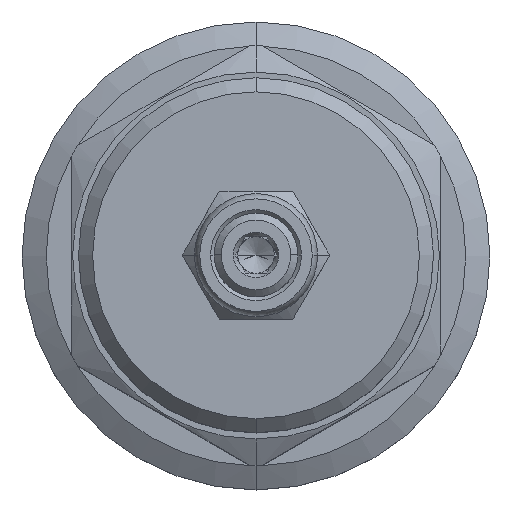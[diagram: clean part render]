
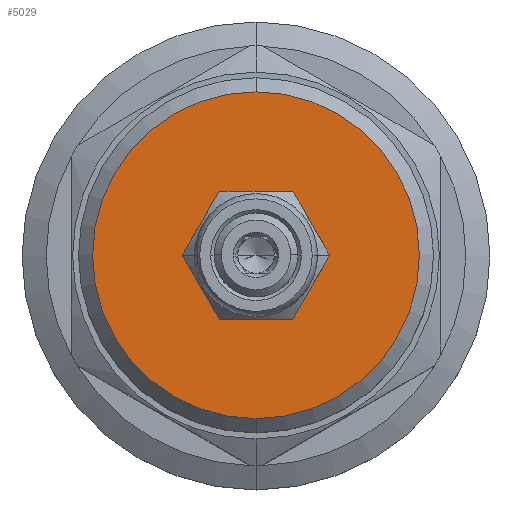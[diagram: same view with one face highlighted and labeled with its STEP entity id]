
A CAD part, top view. The second image highlights one B-rep face of the part: STEP entity #5029.
In plain terms, the highlighted planar face has unit normal (0, 0, 1).
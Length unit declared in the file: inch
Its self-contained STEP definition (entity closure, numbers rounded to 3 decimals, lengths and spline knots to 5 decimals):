
#331=CARTESIAN_POINT('',(0.,0.,5.126));
#332=DIRECTION('',(0.,0.,1.));
#333=DIRECTION('',(-1.,0.,0.));
#334=AXIS2_PLACEMENT_3D('',#331,#332,#333);
#336=CARTESIAN_POINT('',(0.,0.,5.126));
#337=DIRECTION('',(0.,0.,1.));
#338=DIRECTION('',(1.,0.,0.));
#339=AXIS2_PLACEMENT_3D('',#336,#337,#338);
#341=CARTESIAN_POINT('',(0.,0.,5.126));
#342=DIRECTION('',(0.,0.,1.));
#343=DIRECTION('',(0.,-1.,0.));
#344=AXIS2_PLACEMENT_3D('',#341,#342,#343);
#359=CARTESIAN_POINT('',(0.,0.,5.126));
#360=DIRECTION('',(0.,0.,1.));
#361=DIRECTION('',(0.,1.,0.));
#362=AXIS2_PLACEMENT_3D('',#359,#360,#361);
#4449=CARTESIAN_POINT('',(0.,0.719,5.126));
#4450=CARTESIAN_POINT('',(0.,-0.719,5.126));
#4451=VERTEX_POINT('',#4449);
#4452=VERTEX_POINT('',#4450);
#4669=CARTESIAN_POINT('',(-0.271,0.,5.126));
#4670=CARTESIAN_POINT('',(0.271,0.,5.126));
#4671=VERTEX_POINT('',#4669);
#4672=VERTEX_POINT('',#4670);
#5013=CARTESIAN_POINT('',(0.,0.,5.126));
#5014=DIRECTION('',(0.,0.,1.));
#5015=DIRECTION('',(0.,1.,0.));
#5016=AXIS2_PLACEMENT_3D('',#5013,#5014,#5015);
#5017=PLANE('',#5016);
#5019=ORIENTED_EDGE('',*,*,#5018,.F.);
#5021=ORIENTED_EDGE('',*,*,#5020,.F.);
#5022=EDGE_LOOP('',(#5019,#5021));
#5023=FACE_OUTER_BOUND('',#5022,.F.);
#5025=ORIENTED_EDGE('',*,*,#5024,.T.);
#5026=ORIENTED_EDGE('',*,*,#5003,.T.);
#5027=EDGE_LOOP('',(#5025,#5026));
#5028=FACE_BOUND('',#5027,.F.);
#5029=ADVANCED_FACE('',(#5023,#5028),#5017,.T.);
#335=CIRCLE('',#334,0.271);
#340=CIRCLE('',#339,0.271);
#345=CIRCLE('',#344,0.719);
#363=CIRCLE('',#362,0.719);
#5003=EDGE_CURVE('',#4672,#4671,#340,.T.);
#5018=EDGE_CURVE('',#4452,#4451,#345,.T.);
#5020=EDGE_CURVE('',#4451,#4452,#363,.T.);
#5024=EDGE_CURVE('',#4671,#4672,#335,.T.);
